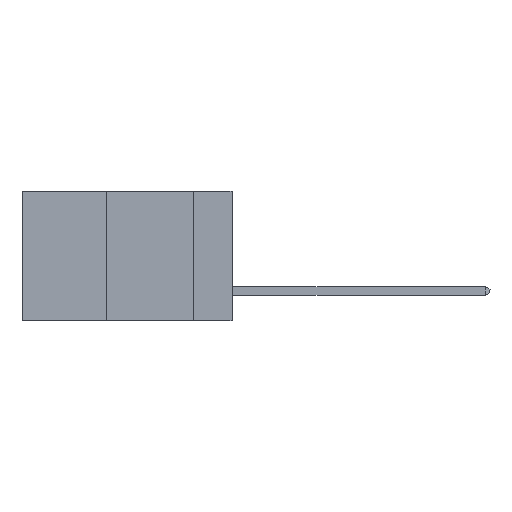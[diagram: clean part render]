
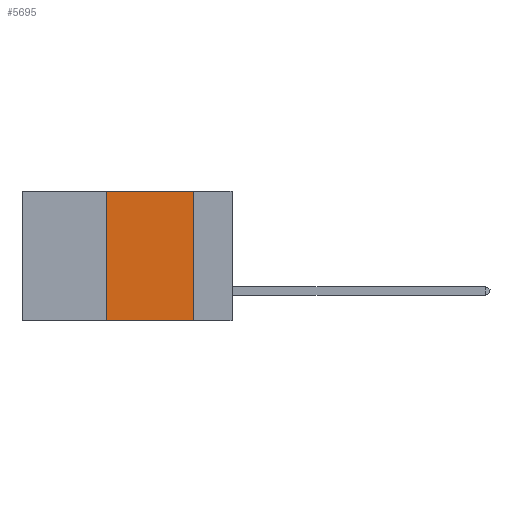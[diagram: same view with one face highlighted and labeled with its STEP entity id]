
A CAD part, left-side view. The second image highlights one B-rep face of the part: STEP entity #5695.
In plain terms, the highlighted planar face has unit normal (-1, 0, 0).
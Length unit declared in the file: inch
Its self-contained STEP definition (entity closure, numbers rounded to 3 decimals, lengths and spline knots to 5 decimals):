
#595 = CARTESIAN_POINT ( 'NONE',  ( 0., 0.6, -0.37 ) ) ;
#1279 = LINE ( 'NONE', #595, #17912 ) ;
#2375 = EDGE_CURVE ( 'NONE', #12289, #4698, #4019, .T. ) ;
#2870 = EDGE_LOOP ( 'NONE', ( #12561, #15585, #17169, #15059 ) ) ;
#3600 = EDGE_CURVE ( 'NONE', #4698, #14767, #8144, .T. ) ;
#3653 = PLANE ( 'NONE',  #7985 ) ;
#4019 = LINE ( 'NONE', #11442, #14277 ) ;
#4698 = VERTEX_POINT ( 'NONE', #6199 ) ;
#5695 = ADVANCED_FACE ( 'NONE', ( #11053 ), #3653, .F. ) ;
#5818 = LINE ( 'NONE', #7108, #16742 ) ;
#6199 = CARTESIAN_POINT ( 'NONE',  ( 0., 0.36, 0. ) ) ;
#6357 = DIRECTION ( 'NONE',  ( 0., -1., 0. ) ) ;
#6410 = DIRECTION ( 'NONE',  ( 1., 0., 0. ) ) ;
#7108 = CARTESIAN_POINT ( 'NONE',  ( 0., 0.11, 0. ) ) ;
#7268 = VECTOR ( 'NONE', #9463, 39.37008 ) ;
#7985 = AXIS2_PLACEMENT_3D ( 'NONE', #8484, #6410, #14609 ) ;
#8144 = LINE ( 'NONE', #10714, #7268 ) ;
#8484 = CARTESIAN_POINT ( 'NONE',  ( 0., 0.6, 0. ) ) ;
#8555 = VERTEX_POINT ( 'NONE', #16869 ) ;
#9463 = DIRECTION ( 'NONE',  ( 0., -1., 0. ) ) ;
#9893 = DIRECTION ( 'NONE',  ( 0., 0., -1. ) ) ;
#10405 = EDGE_CURVE ( 'NONE', #12289, #8555, #1279, .T. ) ;
#10714 = CARTESIAN_POINT ( 'NONE',  ( 0., 0.6, 0. ) ) ;
#11053 = FACE_OUTER_BOUND ( 'NONE', #2870, .T. ) ;
#11442 = CARTESIAN_POINT ( 'NONE',  ( 0., 0.36, 0. ) ) ;
#11501 = DIRECTION ( 'NONE',  ( 0., 0., 1. ) ) ;
#12094 = CARTESIAN_POINT ( 'NONE',  ( 0., 0.36, -0.37 ) ) ;
#12289 = VERTEX_POINT ( 'NONE', #12094 ) ;
#12561 = ORIENTED_EDGE ( 'NONE', *, *, #14042, .F. ) ;
#14042 = EDGE_CURVE ( 'NONE', #14767, #8555, #5818, .T. ) ;
#14277 = VECTOR ( 'NONE', #11501, 39.37008 ) ;
#14609 = DIRECTION ( 'NONE',  ( 0., 0., -1. ) ) ;
#14767 = VERTEX_POINT ( 'NONE', #17195 ) ;
#15059 = ORIENTED_EDGE ( 'NONE', *, *, #10405, .T. ) ;
#15585 = ORIENTED_EDGE ( 'NONE', *, *, #3600, .F. ) ;
#16742 = VECTOR ( 'NONE', #9893, 39.37008 ) ;
#16869 = CARTESIAN_POINT ( 'NONE',  ( 0., 0.11, -0.37 ) ) ;
#17169 = ORIENTED_EDGE ( 'NONE', *, *, #2375, .F. ) ;
#17195 = CARTESIAN_POINT ( 'NONE',  ( 0., 0.11, 0. ) ) ;
#17912 = VECTOR ( 'NONE', #6357, 39.37008 ) ;
